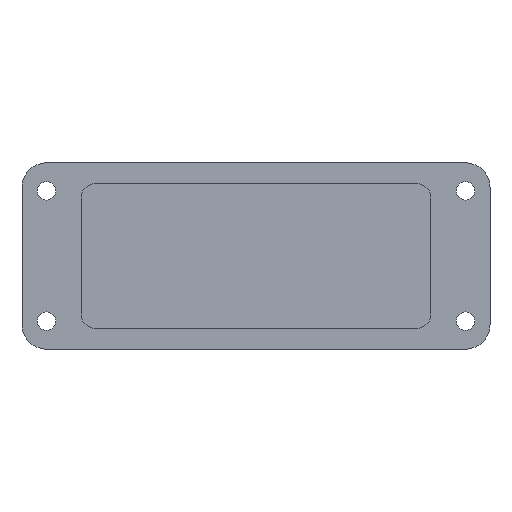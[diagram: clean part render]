
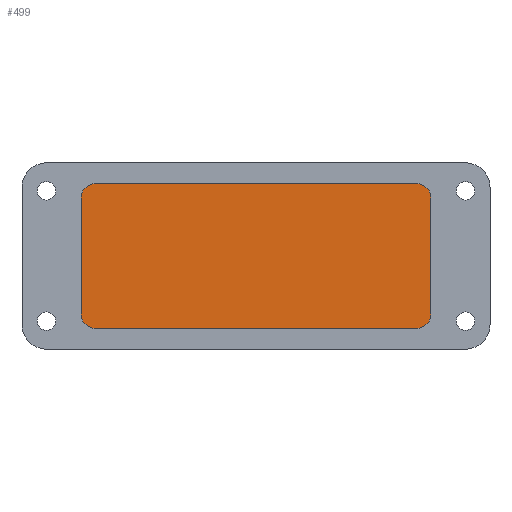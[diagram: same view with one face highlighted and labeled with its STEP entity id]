
A CAD part, front view. The second image highlights one B-rep face of the part: STEP entity #499.
In plain terms, the highlighted planar face has unit normal (0, -1, 0).
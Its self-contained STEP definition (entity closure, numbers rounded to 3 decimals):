
#442=CIRCLE('',#1166,3.5);
#444=CIRCLE('',#1170,3.5);
#446=CIRCLE('',#1174,3.5);
#448=CIRCLE('',#1178,3.5);
#499=ADVANCED_FACE('',(#553),#520,.F.);
#520=PLANE('',#1203);
#553=FACE_OUTER_BOUND('',#609,.T.);
#609=EDGE_LOOP('',(#810,#811,#812,#813,#814,#815,#816,#817));
#810=ORIENTED_EDGE('',*,*,#947,.F.);
#811=ORIENTED_EDGE('',*,*,#967,.F.);
#812=ORIENTED_EDGE('',*,*,#965,.F.);
#813=ORIENTED_EDGE('',*,*,#962,.F.);
#814=ORIENTED_EDGE('',*,*,#959,.F.);
#815=ORIENTED_EDGE('',*,*,#956,.F.);
#816=ORIENTED_EDGE('',*,*,#953,.F.);
#817=ORIENTED_EDGE('',*,*,#950,.F.);
#858=VERTEX_POINT('',#1548);
#861=VERTEX_POINT('',#1553);
#862=VERTEX_POINT('',#1557);
#864=VERTEX_POINT('',#1563);
#866=VERTEX_POINT('',#1569);
#868=VERTEX_POINT('',#1575);
#870=VERTEX_POINT('',#1581);
#872=VERTEX_POINT('',#1587);
#947=EDGE_CURVE('',#861,#858,#442,.T.);
#950=EDGE_CURVE('',#858,#862,#1030,.T.);
#953=EDGE_CURVE('',#862,#864,#444,.T.);
#956=EDGE_CURVE('',#864,#866,#1034,.T.);
#959=EDGE_CURVE('',#866,#868,#446,.T.);
#962=EDGE_CURVE('',#868,#870,#1038,.T.);
#965=EDGE_CURVE('',#870,#872,#448,.T.);
#967=EDGE_CURVE('',#872,#861,#1041,.T.);
#1030=LINE('',#1560,#1094);
#1034=LINE('',#1572,#1098);
#1038=LINE('',#1584,#1102);
#1041=LINE('',#1593,#1105);
#1094=VECTOR('',#1332,1.);
#1098=VECTOR('',#1344,1.);
#1102=VECTOR('',#1356,1.);
#1105=VECTOR('',#1367,1.);
#1166=AXIS2_PLACEMENT_3D('',#1554,#1326,#1327);
#1170=AXIS2_PLACEMENT_3D('',#1566,#1338,#1339);
#1174=AXIS2_PLACEMENT_3D('',#1578,#1350,#1351);
#1178=AXIS2_PLACEMENT_3D('',#1590,#1362,#1363);
#1203=AXIS2_PLACEMENT_3D('',#1649,#1430,#1431);
#1326=DIRECTION('',(0.,1.,0.));
#1327=DIRECTION('',(0.,0.,1.));
#1332=DIRECTION('',(0.,0.,-1.));
#1338=DIRECTION('',(0.,1.,0.));
#1339=DIRECTION('',(1.,0.,0.));
#1344=DIRECTION('',(-1.,0.,0.));
#1350=DIRECTION('',(0.,1.,0.));
#1351=DIRECTION('',(0.,0.,-1.));
#1356=DIRECTION('',(0.,0.,1.));
#1362=DIRECTION('',(0.,1.,0.));
#1363=DIRECTION('',(-1.,0.,0.));
#1367=DIRECTION('',(1.,0.,0.));
#1430=DIRECTION('',(0.,1.,0.));
#1431=DIRECTION('',(1.,0.,0.));
#1548=CARTESIAN_POINT('',(43.,-1.5,14.25));
#1553=CARTESIAN_POINT('',(39.5,-1.5,17.75));
#1554=CARTESIAN_POINT('',(39.5,-1.5,14.25));
#1557=CARTESIAN_POINT('',(43.,-1.5,-14.25));
#1560=CARTESIAN_POINT('',(43.,-1.5,14.25));
#1563=CARTESIAN_POINT('',(39.5,-1.5,-17.75));
#1566=CARTESIAN_POINT('',(39.5,-1.5,-14.25));
#1569=CARTESIAN_POINT('',(-39.5,-1.5,-17.75));
#1572=CARTESIAN_POINT('',(39.5,-1.5,-17.75));
#1575=CARTESIAN_POINT('',(-43.,-1.5,-14.25));
#1578=CARTESIAN_POINT('',(-39.5,-1.5,-14.25));
#1581=CARTESIAN_POINT('',(-43.,-1.5,14.25));
#1584=CARTESIAN_POINT('',(-43.,-1.5,-14.25));
#1587=CARTESIAN_POINT('',(-39.5,-1.5,17.75));
#1590=CARTESIAN_POINT('',(-39.5,-1.5,14.25));
#1593=CARTESIAN_POINT('',(-39.5,-1.5,17.75));
#1649=CARTESIAN_POINT('',(-51.3,-1.5,16.75));
